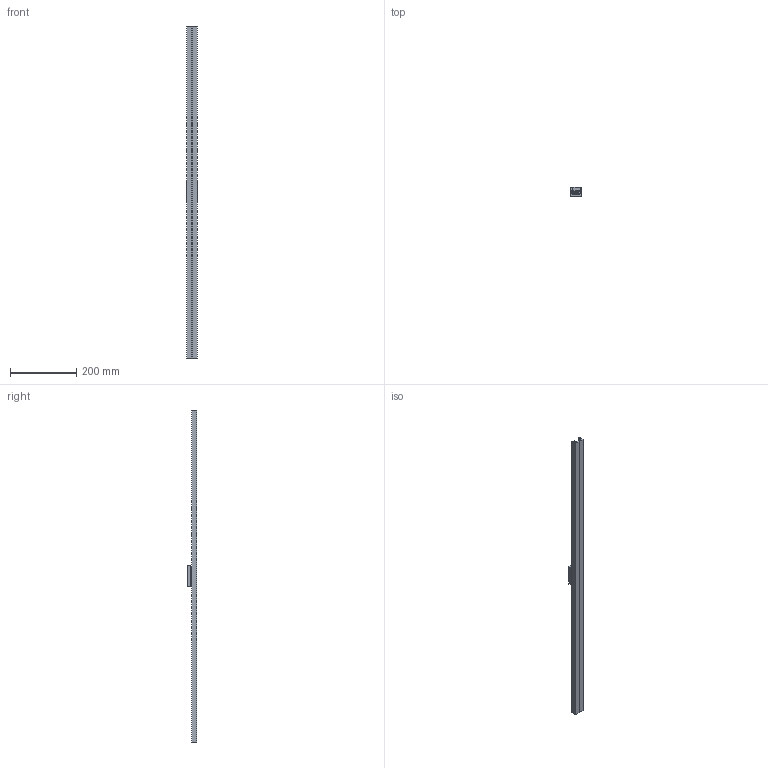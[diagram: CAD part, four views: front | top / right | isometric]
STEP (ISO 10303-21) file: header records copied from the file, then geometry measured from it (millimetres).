
FILE_DESCRIPTION(('STEP AP214'),'1');
FILE_NAME('ci_32-17__l_1000.stp','2022-04-05T14:45:48',('TraceParts'),('TraceParts S.A.'),'Spatial InterOp 3D',' ',' ');
FILE_SCHEMA(('AUTOMOTIVE_DESIGN { 1 0 10303 214 1 1 1 1 }'));
Length unit declared in the file: millimetre
Products named in the file (1): ci_32-17__l_1000_1
Bounding box: 32.75 x 28.5 x 1000 mm (x, y, z)
Volume: 316464.6 mm3; surface area: 177496.9 mm2
Topology: 13 solids, 13 shells, 306 faces, 674 edges, 410 vertices
Faces by surface type: plane 156, cylinder 80, cone 58, torus 12
Entity records: 8702 total; most frequent: DIRECTION 1504, CARTESIAN_POINT 1471, ORIENTED_EDGE 1340, EDGE_CURVE 670, AXIS2_PLACEMENT_3D 551, VERTEX_POINT 410, LINE 402, VECTOR 402
